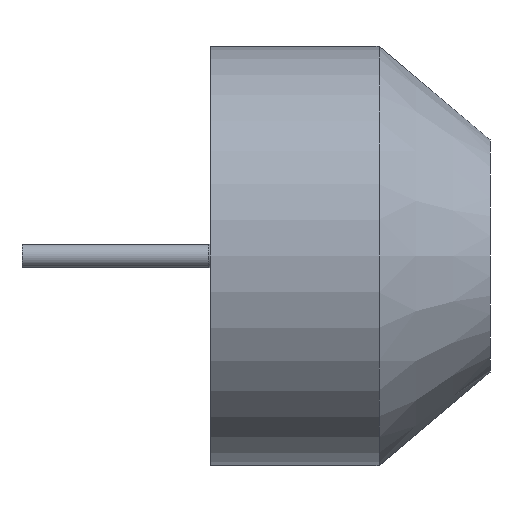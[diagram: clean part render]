
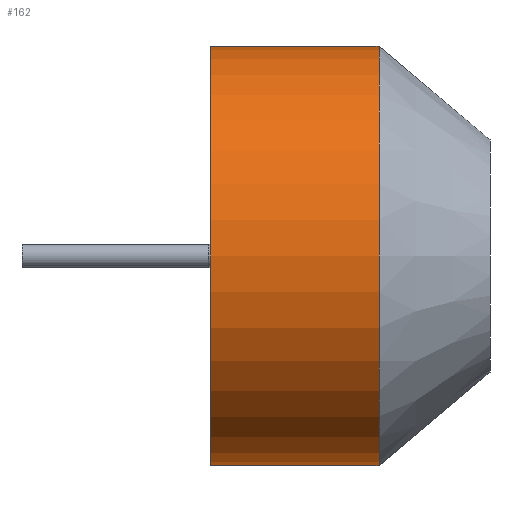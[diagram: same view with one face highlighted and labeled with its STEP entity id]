
A CAD part, left-side view. The second image highlights one B-rep face of the part: STEP entity #162.
In plain terms, the highlighted cylindrical face has radius 9 mm (diameter 18 mm), a partial arc.
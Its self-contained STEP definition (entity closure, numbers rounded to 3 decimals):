
#12 = LINE ( 'NONE', #262, #67 ) ;
#44 = ORIENTED_EDGE ( 'NONE', *, *, #430, .F. ) ;
#67 = VECTOR ( 'NONE', #580, 1000. ) ;
#69 = EDGE_CURVE ( 'NONE', #134, #490, #91, .T. ) ;
#91 = CIRCLE ( 'NONE', #373, 9. ) ;
#93 = DIRECTION ( 'NONE',  ( 0., 1., 0. ) ) ;
#103 = DIRECTION ( 'NONE',  ( 0., 1., 0. ) ) ;
#130 = EDGE_LOOP ( 'NONE', ( #44, #620, #351, #358 ) ) ;
#134 = VERTEX_POINT ( 'NONE', #611 ) ;
#161 = CARTESIAN_POINT ( 'NONE',  ( 0., 12., 0. ) ) ;
#162 = ADVANCED_FACE ( 'NONE', ( #357 ), #486, .T. ) ;
#176 = DIRECTION ( 'NONE',  ( 0., 0., 1. ) ) ;
#218 = DIRECTION ( 'NONE',  ( 0., 0., 1. ) ) ;
#237 = DIRECTION ( 'NONE',  ( 0., 1., 0. ) ) ;
#262 = CARTESIAN_POINT ( 'NONE',  ( 0., 16.687, -9. ) ) ;
#321 = DIRECTION ( 'NONE',  ( 0., 0., 1. ) ) ;
#351 = ORIENTED_EDGE ( 'NONE', *, *, #424, .T. ) ;
#357 = FACE_OUTER_BOUND ( 'NONE', #130, .T. ) ;
#358 = ORIENTED_EDGE ( 'NONE', *, *, #683, .F. ) ;
#368 = VERTEX_POINT ( 'NONE', #584 ) ;
#373 = AXIS2_PLACEMENT_3D ( 'NONE', #456, #237, #176 ) ;
#377 = VERTEX_POINT ( 'NONE', #463 ) ;
#380 = CARTESIAN_POINT ( 'NONE',  ( 0., 16.687, 9. ) ) ;
#424 = EDGE_CURVE ( 'NONE', #490, #377, #594, .T. ) ;
#425 = CARTESIAN_POINT ( 'NONE',  ( 0., 16.687, 0. ) ) ;
#430 = EDGE_CURVE ( 'NONE', #134, #368, #12, .T. ) ;
#441 = VECTOR ( 'NONE', #103, 1000. ) ;
#456 = CARTESIAN_POINT ( 'NONE',  ( 0., 4.767, 0. ) ) ;
#463 = CARTESIAN_POINT ( 'NONE',  ( 0., 12., 9. ) ) ;
#473 = CARTESIAN_POINT ( 'NONE',  ( 0., 4.767, 9. ) ) ;
#474 = AXIS2_PLACEMENT_3D ( 'NONE', #161, #553, #218 ) ;
#486 = CYLINDRICAL_SURFACE ( 'NONE', #714, 9. ) ;
#490 = VERTEX_POINT ( 'NONE', #473 ) ;
#553 = DIRECTION ( 'NONE',  ( 0., 1., 0. ) ) ;
#558 = CIRCLE ( 'NONE', #474, 9. ) ;
#580 = DIRECTION ( 'NONE',  ( 0., 1., 0. ) ) ;
#584 = CARTESIAN_POINT ( 'NONE',  ( 0., 12., -9. ) ) ;
#594 = LINE ( 'NONE', #380, #441 ) ;
#611 = CARTESIAN_POINT ( 'NONE',  ( 0., 4.767, -9. ) ) ;
#620 = ORIENTED_EDGE ( 'NONE', *, *, #69, .T. ) ;
#683 = EDGE_CURVE ( 'NONE', #368, #377, #558, .T. ) ;
#714 = AXIS2_PLACEMENT_3D ( 'NONE', #425, #93, #321 ) ;
